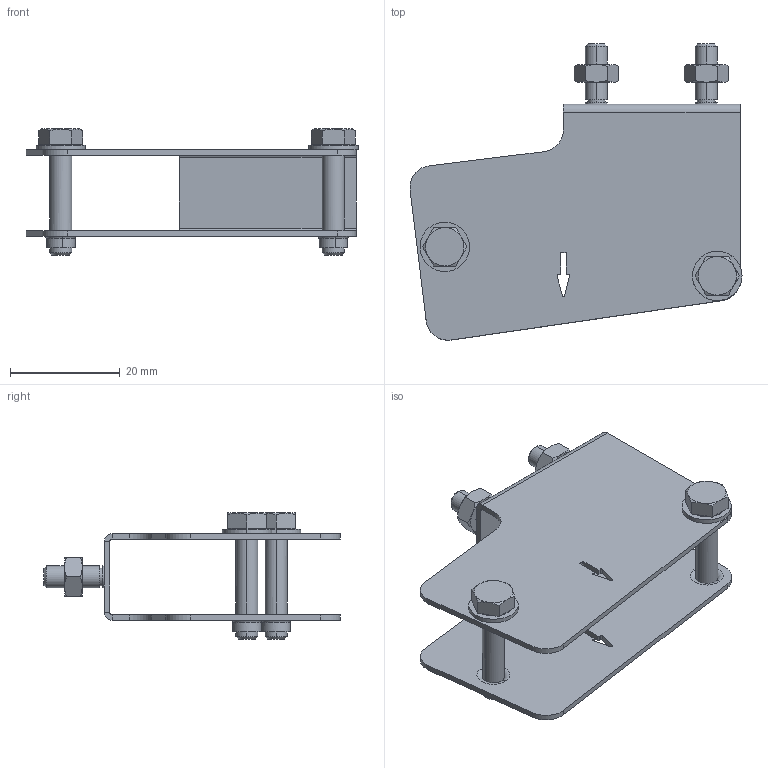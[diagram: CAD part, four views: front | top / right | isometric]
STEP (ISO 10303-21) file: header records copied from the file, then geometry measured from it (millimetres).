
FILE_DESCRIPTION((''),'2;1');
FILE_NAME('CAD1250','2012-07-10T',('pfolte'),(''),'PRO/ENGINEER BY PARAMETRIC TECHNOLOGY CORPORATION, 2007250','PRO/ENGINEER BY PARAMETRIC TECHNOLOGY CORPORATION, 2007250','');
FILE_SCHEMA(('CONFIG_CONTROL_DESIGN'));
Length unit declared in the file: millimetre
Products named in the file (1): CAD1250
Bounding box: 60.44 x 53.99 x 22.95 mm (x, y, z)
Volume: 5770.4 mm3; surface area: 10553.5 mm2
Topology: 1 solids, 1 shells, 229 faces, 538 edges, 330 vertices
Faces by surface type: plane 101, cylinder 68, cone 52, torus 8
Entity records: 8776 total; most frequent: CARTESIAN_POINT 1753, DIRECTION 1163, ORIENTED_EDGE 1076, PRESENTATION_STYLE_ASSIGNMENT 539, STYLED_ITEM 539, CURVE_STYLE 538, EDGE_CURVE 538, AXIS2_PLACEMENT_3D 468
